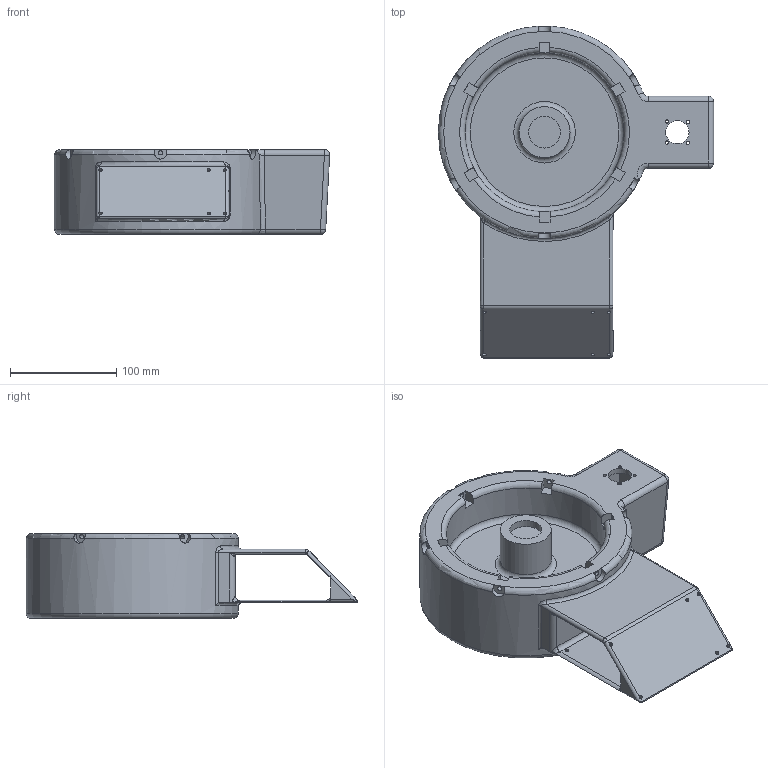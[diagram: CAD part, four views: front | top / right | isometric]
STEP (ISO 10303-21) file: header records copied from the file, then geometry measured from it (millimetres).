
FILE_DESCRIPTION(/* description */ ('STEP AP242','CAx-IF Rec.Pracs.---Representation and Presentation of Product Manufacturing Information (PMI)---4.0---2014-10-13','CAx-IF Rec.Pracs.---3D Tessellated Geometry---0.4---2014-09-14','2;1'),/* implementation_level */ '2;1');
FILE_NAME(/* name */ '6883d1b865edda6148f19c2b',/* time_stamp */ '2025-07-25T18:49:29Z',/* author */ (''),/* organization */ (''),/* preprocessor_version */ 'ST-DEVELOPER v20',/* originating_system */ 'ONSHAPE BY PTC INC, 1.201',/* authorisation */ ' ');
FILE_SCHEMA (('AP242_MANAGED_MODEL_BASED_3D_ENGINEERING_MIM_LF { 1 0 10303 442 1 1 4 }'));
Length unit declared in the file: metre
Products named in the file (1): Bottom Base - Base Plate
Bounding box: 259.26 x 312.62 x 80 mm (x, y, z)
Volume: 2171142.8 mm3; surface area: 224443.9 mm2
Topology: 1 solids, 1 shells, 168 faces, 464 edges, 287 vertices
Faces by surface type: cylinder 65, plane 56, torus 23, bspline 19, sphere 5
Full cylindrical faces by diameter (mm): 3.05 x4, 3.3 x9, 3.4 x4, 4.2 x6, 22 x1, 30 x1, 48 x1, 150 x1
Entity records: 5591 total; most frequent: CARTESIAN_POINT 1612, ORIENTED_EDGE 818, DIRECTION 788, EDGE_CURVE 409, AXIS2_PLACEMENT_3D 321, VERTEX_POINT 269, EDGE_LOOP 238, FACE_BOUND 238
